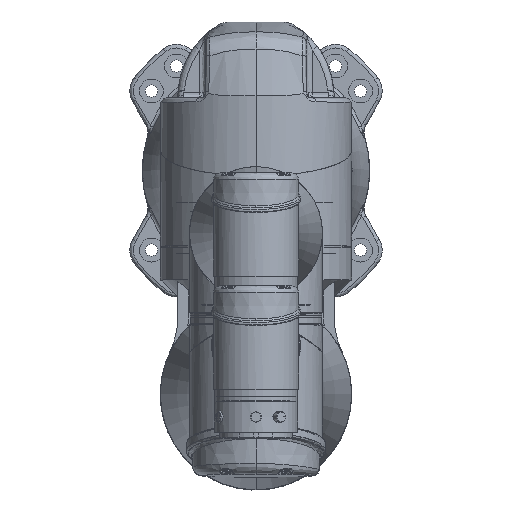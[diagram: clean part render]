
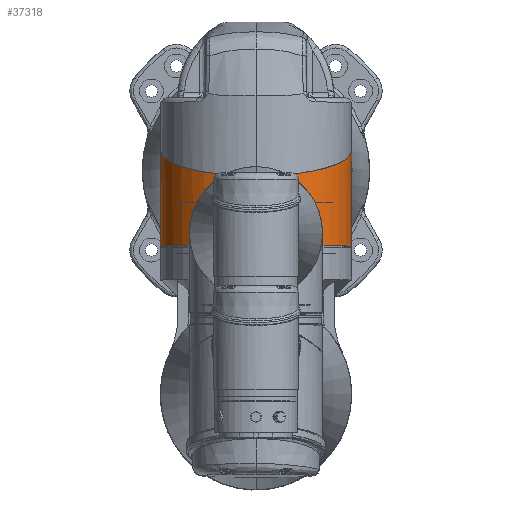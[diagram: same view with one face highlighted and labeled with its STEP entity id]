
A CAD part, top view. The second image highlights one B-rep face of the part: STEP entity #37318.
In plain terms, the highlighted cylindrical face has radius 132.5 mm (diameter 265 mm), a partial arc.
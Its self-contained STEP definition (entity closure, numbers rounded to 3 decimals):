
#6791 = CARTESIAN_POINT ( 'NONE',  ( -41.893, 13.921, 205. ) ) ;
#9387 = EDGE_CURVE ( 'NONE', #74548, #47290, #49291, .T. ) ;
#10543 = CARTESIAN_POINT ( 'NONE',  ( 91.097, 278.921, 470. ) ) ;
#13198 = DIRECTION ( 'NONE',  ( 0., 0., -1. ) ) ;
#15629 = CARTESIAN_POINT ( 'NONE',  ( -41.893, 13.921, 470. ) ) ;
#17016 = VECTOR ( 'NONE', #75152, 1000. ) ;
#18281 = CARTESIAN_POINT ( 'NONE',  ( 91.097, 278.921, 205. ) ) ;
#18373 = EDGE_CURVE ( 'NONE', #74548, #27512, #22484, .T. ) ;
#22484 =( BOUNDED_CURVE ( )  B_SPLINE_CURVE ( 3, ( #59646, #10543, #18281, #61822 ),
 .UNSPECIFIED., .F., .T. ) 
 B_SPLINE_CURVE_WITH_KNOTS ( ( 4, 4 ),
 ( 4.712, 7.854 ),
 .UNSPECIFIED. ) 
 CURVE ( )  GEOMETRIC_REPRESENTATION_ITEM ( )  RATIONAL_B_SPLINE_CURVE ( ( 1., 0.333, 0.333, 1. ) ) 
 REPRESENTATION_ITEM ( '' )  );
#25129 = AXIS2_PLACEMENT_3D ( 'NONE', #95421, #70561, #13198 ) ;
#27512 = VERTEX_POINT ( 'NONE', #97191 ) ;
#28440 = DIRECTION ( 'NONE',  ( 1., 0., 0. ) ) ;
#28675 = DIRECTION ( 'NONE',  ( 1., 0., 0. ) ) ;
#31884 = EDGE_LOOP ( 'NONE', ( #98063, #89411, #40381, #67987 ) ) ;
#35261 = EDGE_CURVE ( 'NONE', #86011, #47290, #92191, .T. ) ;
#37318 = ADVANCED_FACE ( 'NONE', ( #45226 ), #97641, .T. ) ;
#40381 = ORIENTED_EDGE ( 'NONE', *, *, #35261, .F. ) ;
#44823 = CARTESIAN_POINT ( 'NONE',  ( 152.163, 13.921, 205. ) ) ;
#45226 = FACE_OUTER_BOUND ( 'NONE', #31884, .T. ) ;
#47290 = VERTEX_POINT ( 'NONE', #100268 ) ;
#49291 = LINE ( 'NONE', #15629, #17016 ) ;
#59646 = CARTESIAN_POINT ( 'NONE',  ( 20.09, 13.921, 470. ) ) ;
#61822 = CARTESIAN_POINT ( 'NONE',  ( 20.09, 13.921, 205. ) ) ;
#62383 = CARTESIAN_POINT ( 'NONE',  ( 20.09, 13.921, 470. ) ) ;
#65778 = LINE ( 'NONE', #6791, #101658 ) ;
#67987 = ORIENTED_EDGE ( 'NONE', *, *, #79250, .F. ) ;
#70049 = DIRECTION ( 'NONE',  ( 0., 0., -1. ) ) ;
#70561 = DIRECTION ( 'NONE',  ( 1., 0., 0. ) ) ;
#74548 = VERTEX_POINT ( 'NONE', #62383 ) ;
#75152 = DIRECTION ( 'NONE',  ( 1., 0., 0. ) ) ;
#79250 = EDGE_CURVE ( 'NONE', #27512, #86011, #65778, .T. ) ;
#86011 = VERTEX_POINT ( 'NONE', #44823 ) ;
#89411 = ORIENTED_EDGE ( 'NONE', *, *, #9387, .T. ) ;
#92191 = CIRCLE ( 'NONE', #25129, 132.5 ) ;
#95421 = CARTESIAN_POINT ( 'NONE',  ( 152.163, 13.921, 337.5 ) ) ;
#97095 = CARTESIAN_POINT ( 'NONE',  ( -41.893, 13.921, 337.5 ) ) ;
#97191 = CARTESIAN_POINT ( 'NONE',  ( 20.09, 13.921, 205. ) ) ;
#97641 = CYLINDRICAL_SURFACE ( 'NONE', #99297, 132.5 ) ;
#98063 = ORIENTED_EDGE ( 'NONE', *, *, #18373, .F. ) ;
#99297 = AXIS2_PLACEMENT_3D ( 'NONE', #97095, #28675, #70049 ) ;
#100268 = CARTESIAN_POINT ( 'NONE',  ( 152.163, 13.921, 470. ) ) ;
#101658 = VECTOR ( 'NONE', #28440, 1000. ) ;
